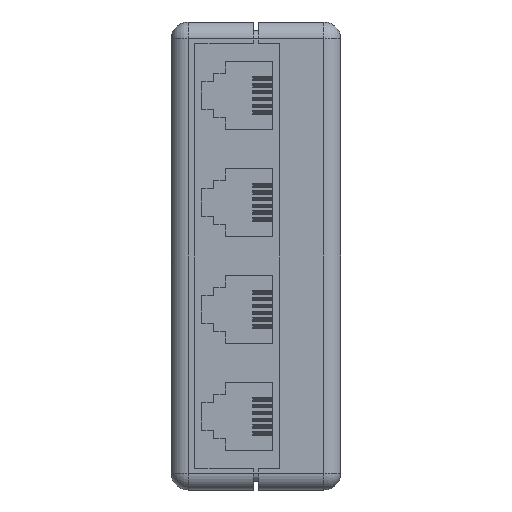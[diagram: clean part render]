
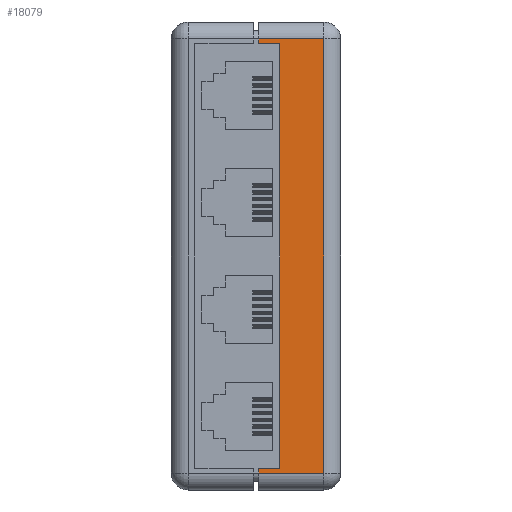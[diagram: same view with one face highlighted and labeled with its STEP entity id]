
A CAD part, left-side view. The second image highlights one B-rep face of the part: STEP entity #18079.
In plain terms, the highlighted planar face has unit normal (-1, 0, 0).
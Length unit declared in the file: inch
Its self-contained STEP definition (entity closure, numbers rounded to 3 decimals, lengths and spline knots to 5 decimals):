
#6801 = CARTESIAN_POINT ( 'NONE',  ( -0.5, -0.015, -1.278 ) ) ;
#6802 = DIRECTION ( 'NONE',  ( 0., 0., 1. ) ) ;
#6803 = VECTOR ( 'NONE', #6802, 39.37008 ) ;
#6804 = CARTESIAN_POINT ( 'NONE',  ( -0.5, -0.015, 1.278 ) ) ;
#6805 = LINE ( 'NONE', #6804, #6803 ) ;
#6845 = DIRECTION ( 'NONE',  ( 0., 0., 1. ) ) ;
#6846 = VECTOR ( 'NONE', #6845, 39.37008 ) ;
#6847 = CARTESIAN_POINT ( 'NONE',  ( -0.5, -0.4, -1.378 ) ) ;
#6848 = LINE ( 'NONE', #6847, #6846 ) ;
#6849 = CARTESIAN_POINT ( 'NONE',  ( -0.5, -0.4, -1.278 ) ) ;
#6851 = CARTESIAN_POINT ( 'NONE',  ( -0.5, -0.14, -1.25 ) ) ;
#6852 = DIRECTION ( 'NONE',  ( 0., 0., 1. ) ) ;
#6862 = VECTOR ( 'NONE', #6852, 39.37008 ) ;
#6863 = CARTESIAN_POINT ( 'NONE',  ( -0.5, -0.14, -1.25 ) ) ;
#6864 = LINE ( 'NONE', #6863, #6862 ) ;
#6865 = CARTESIAN_POINT ( 'NONE',  ( -0.5, -0.14, 1.25 ) ) ;
#6866 = DIRECTION ( 'NONE',  ( 0., 1., 0. ) ) ;
#6867 = VECTOR ( 'NONE', #6866, 39.37008 ) ;
#6868 = CARTESIAN_POINT ( 'NONE',  ( -0.5, 0.36, 1.25 ) ) ;
#6869 = LINE ( 'NONE', #6868, #6867 ) ;
#6899 = DIRECTION ( 'NONE',  ( 0., 0., 1. ) ) ;
#6900 = VECTOR ( 'NONE', #6899, 39.37008 ) ;
#6901 = CARTESIAN_POINT ( 'NONE',  ( -0.5, -0.015, 1.278 ) ) ;
#6924 = CARTESIAN_POINT ( 'NONE',  ( -0.5, -0.015, -1.25 ) ) ;
#6970 = LINE ( 'NONE', #6901, #6900 ) ;
#6971 = CARTESIAN_POINT ( 'NONE',  ( -0.5, -0.015, 1.25 ) ) ;
#7050 = DIRECTION ( 'NONE',  ( 0., -1., 0. ) ) ;
#7051 = VECTOR ( 'NONE', #7050, 39.37008 ) ;
#7052 = CARTESIAN_POINT ( 'NONE',  ( -0.5, 0.36, -1.25 ) ) ;
#7053 = LINE ( 'NONE', #7052, #7051 ) ;
#7085 = DIRECTION ( 'NONE',  ( 1., 0., 0. ) ) ;
#7086 = CARTESIAN_POINT ( 'NONE',  ( -0.5, 0.5, -1.378 ) ) ;
#7087 = AXIS2_PLACEMENT_3D ( 'NONE', #7086, #7085, #7111 ) ;
#7088 = PLANE ( 'NONE',  #7087 ) ;
#7089 = FACE_OUTER_BOUND ( 'NONE', #18113, .T. ) ;
#7103 = DIRECTION ( 'NONE',  ( 0., -1., 0. ) ) ;
#7104 = VECTOR ( 'NONE', #7103, 39.37008 ) ;
#7105 = CARTESIAN_POINT ( 'NONE',  ( -0.5, 0.5, -1.278 ) ) ;
#7111 = DIRECTION ( 'NONE',  ( 0., 0., -1. ) ) ;
#7135 = CARTESIAN_POINT ( 'NONE',  ( -0.5, -0.015, 1.278 ) ) ;
#7136 = DIRECTION ( 'NONE',  ( 0., 1., 0. ) ) ;
#7137 = VECTOR ( 'NONE', #7136, 39.37008 ) ;
#7138 = CARTESIAN_POINT ( 'NONE',  ( -0.5, 0.5, 1.278 ) ) ;
#7139 = LINE ( 'NONE', #7138, #7137 ) ;
#7140 = CARTESIAN_POINT ( 'NONE',  ( -0.5, -0.4, 1.278 ) ) ;
#7157 = LINE ( 'NONE', #7105, #7104 ) ;
#17994 = VERTEX_POINT ( 'NONE', #6924 ) ;
#17995 = ORIENTED_EDGE ( 'NONE', *, *, #18072, .T. ) ;
#18016 = VERTEX_POINT ( 'NONE', #6971 ) ;
#18018 = ORIENTED_EDGE ( 'NONE', *, *, #18041, .F. ) ;
#18020 = ORIENTED_EDGE ( 'NONE', *, *, #18021, .F. ) ;
#18021 = EDGE_CURVE ( 'NONE', #18016, #18111, #6970, .T. ) ;
#18041 = EDGE_CURVE ( 'NONE', #18042, #17994, #6805, .T. ) ;
#18042 = VERTEX_POINT ( 'NONE', #6801 ) ;
#18046 = ORIENTED_EDGE ( 'NONE', *, *, #18047, .F. ) ;
#18047 = EDGE_CURVE ( 'NONE', #18048, #18016, #6869, .T. ) ;
#18048 = VERTEX_POINT ( 'NONE', #6865 ) ;
#18049 = ORIENTED_EDGE ( 'NONE', *, *, #18050, .F. ) ;
#18050 = EDGE_CURVE ( 'NONE', #18051, #18048, #6864, .T. ) ;
#18051 = VERTEX_POINT ( 'NONE', #6851 ) ;
#18053 = VERTEX_POINT ( 'NONE', #6849 ) ;
#18054 = ORIENTED_EDGE ( 'NONE', *, *, #18055, .T. ) ;
#18055 = EDGE_CURVE ( 'NONE', #18053, #18108, #6848, .T. ) ;
#18072 = EDGE_CURVE ( 'NONE', #18042, #18053, #7157, .T. ) ;
#18079 = ADVANCED_FACE ( 'NONE', ( #7089 ), #7088, .F. ) ;
#18108 = VERTEX_POINT ( 'NONE', #7140 ) ;
#18109 = ORIENTED_EDGE ( 'NONE', *, *, #18110, .T. ) ;
#18110 = EDGE_CURVE ( 'NONE', #18108, #18111, #7139, .T. ) ;
#18111 = VERTEX_POINT ( 'NONE', #7135 ) ;
#18113 = EDGE_LOOP ( 'NONE', ( #18018, #17995, #18054, #18109, #18020, #18046, #18049, #18114 ) ) ;
#18114 = ORIENTED_EDGE ( 'NONE', *, *, #18115, .F. ) ;
#18115 = EDGE_CURVE ( 'NONE', #17994, #18051, #7053, .T. ) ;
